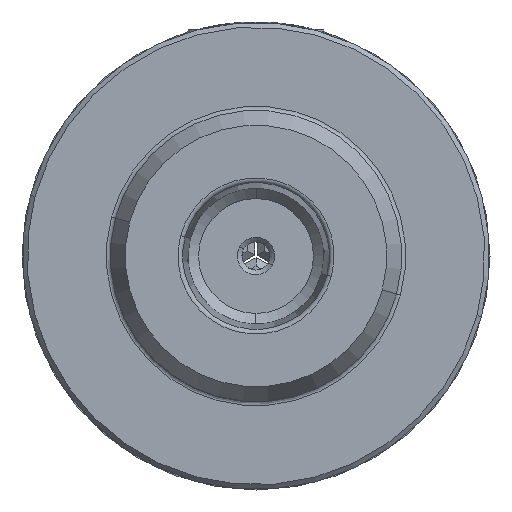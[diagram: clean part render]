
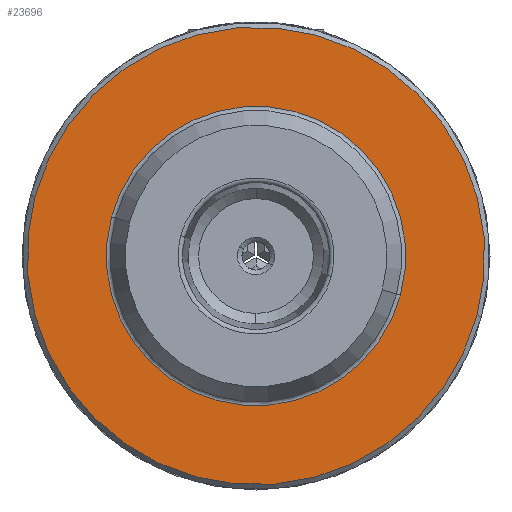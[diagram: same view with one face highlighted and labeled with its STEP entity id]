
A CAD part, front view. The second image highlights one B-rep face of the part: STEP entity #23696.
In plain terms, the highlighted planar face has unit normal (0, -1, 0).
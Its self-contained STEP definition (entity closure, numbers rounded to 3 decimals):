
#261 = EDGE_LOOP ( 'NONE', ( #3366, #20417 ) ) ;
#1421 = CIRCLE ( 'NONE', #5208, 16.021 ) ;
#1609 = AXIS2_PLACEMENT_3D ( 'NONE', #17518, #32293, #5948 ) ;
#2602 = DIRECTION ( 'NONE',  ( 0., -1., 0. ) ) ;
#3366 = ORIENTED_EDGE ( 'NONE', *, *, #11284, .T. ) ;
#4522 = VERTEX_POINT ( 'NONE', #17445 ) ;
#4886 = DIRECTION ( 'NONE',  ( 0., -1., 0. ) ) ;
#5208 = AXIS2_PLACEMENT_3D ( 'NONE', #25526, #4886, #34613 ) ;
#5948 = DIRECTION ( 'NONE',  ( 0., 0., -1. ) ) ;
#6496 = ORIENTED_EDGE ( 'NONE', *, *, #28967, .F. ) ;
#7736 = CIRCLE ( 'NONE', #1609, 16.021 ) ;
#8515 = VERTEX_POINT ( 'NONE', #29214 ) ;
#10517 = EDGE_LOOP ( 'NONE', ( #6496, #14817 ) ) ;
#11006 = DIRECTION ( 'NONE',  ( 0., 0., -1. ) ) ;
#11126 = CARTESIAN_POINT ( 'NONE',  ( 0., 3., 0. ) ) ;
#11284 = EDGE_CURVE ( 'NONE', #4522, #33600, #20535, .T. ) ;
#13385 = CARTESIAN_POINT ( 'NONE',  ( 0., 3., -24.5 ) ) ;
#14817 = ORIENTED_EDGE ( 'NONE', *, *, #26986, .F. ) ;
#16481 = CARTESIAN_POINT ( 'NONE',  ( 0., 3., 16.021 ) ) ;
#17445 = CARTESIAN_POINT ( 'NONE',  ( 0., 3., 24.5 ) ) ;
#17518 = CARTESIAN_POINT ( 'NONE',  ( 0., 3., 0. ) ) ;
#18693 = AXIS2_PLACEMENT_3D ( 'NONE', #33710, #27873, #27498 ) ;
#19887 = FACE_OUTER_BOUND ( 'NONE', #261, .T. ) ;
#20030 = CARTESIAN_POINT ( 'NONE',  ( 0., 3., 0. ) ) ;
#20417 = ORIENTED_EDGE ( 'NONE', *, *, #28450, .T. ) ;
#20535 = CIRCLE ( 'NONE', #35381, 24.5 ) ;
#23696 = ADVANCED_FACE ( 'NONE', ( #19887, #32800 ), #24515, .T. ) ;
#24515 = PLANE ( 'NONE',  #18693 ) ;
#25526 = CARTESIAN_POINT ( 'NONE',  ( 0., 3., 0. ) ) ;
#25633 = CIRCLE ( 'NONE', #32598, 24.5 ) ;
#26986 = EDGE_CURVE ( 'NONE', #27898, #8515, #1421, .T. ) ;
#27498 = DIRECTION ( 'NONE',  ( 0., 0., -1. ) ) ;
#27873 = DIRECTION ( 'NONE',  ( 0., -1., 0. ) ) ;
#27898 = VERTEX_POINT ( 'NONE', #16481 ) ;
#28182 = DIRECTION ( 'NONE',  ( 0., -1., 0. ) ) ;
#28450 = EDGE_CURVE ( 'NONE', #33600, #4522, #25633, .T. ) ;
#28967 = EDGE_CURVE ( 'NONE', #8515, #27898, #7736, .T. ) ;
#29214 = CARTESIAN_POINT ( 'NONE',  ( 0., 3., -16.021 ) ) ;
#32293 = DIRECTION ( 'NONE',  ( 0., -1., 0. ) ) ;
#32598 = AXIS2_PLACEMENT_3D ( 'NONE', #20030, #2602, #34755 ) ;
#32800 = FACE_BOUND ( 'NONE', #10517, .T. ) ;
#33600 = VERTEX_POINT ( 'NONE', #13385 ) ;
#33710 = CARTESIAN_POINT ( 'NONE',  ( 16.021, 3., 0. ) ) ;
#34613 = DIRECTION ( 'NONE',  ( 0., 0., -1. ) ) ;
#34755 = DIRECTION ( 'NONE',  ( 0., 0., -1. ) ) ;
#35381 = AXIS2_PLACEMENT_3D ( 'NONE', #11126, #28182, #11006 ) ;
